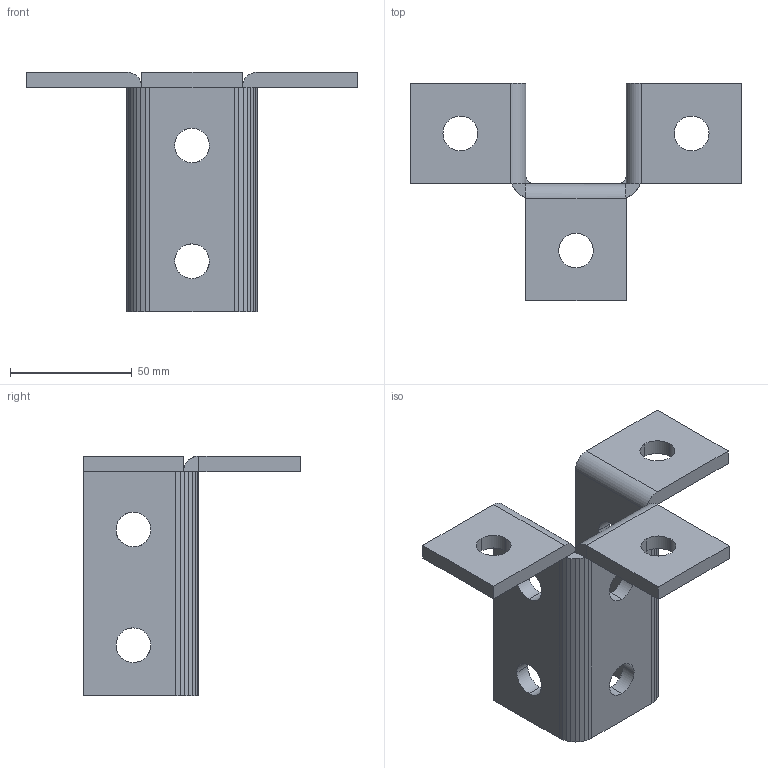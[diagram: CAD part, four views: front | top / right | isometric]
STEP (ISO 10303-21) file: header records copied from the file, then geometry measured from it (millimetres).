
FILE_DESCRIPTION(('TurboCAD Mac Pro'),'Build 980');
FILE_NAME('P2228.stp',' ',(''),(''),'ACIS Interop','IMSI','TurboCAD Mac Pro BY IMSI, INCORPORATED');
FILE_SCHEMA(('automotive_design'));
Length unit declared in the file: inch
Products named in the file (1): 1
Bounding box: 136.06 x 89.23 x 98.42 mm (x, y, z)
Volume: 103249.5 mm3; surface area: 39756 mm2
Topology: 1 solids, 1 shells, 98 faces, 280 edges, 184 vertices
Faces by surface type: plane 59, bspline 36, cylinder 3
Entity records: 4570 total; most frequent: CARTESIAN_POINT 1415, ORIENTED_EDGE 560, DIRECTION 340, EDGE_CURVE 280, LINE 202, VECTOR 202, VERTEX_POINT 184, EDGE_LOOP 116
